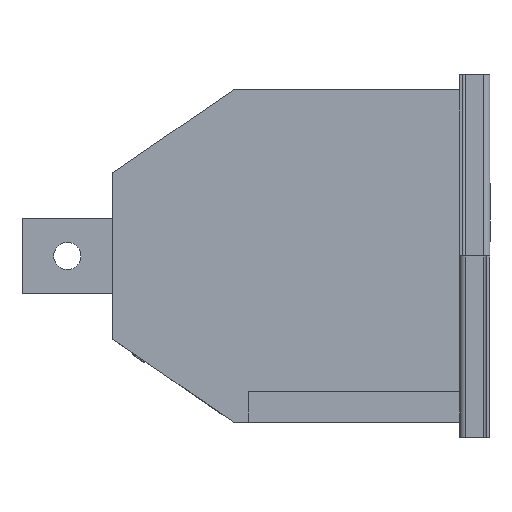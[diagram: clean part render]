
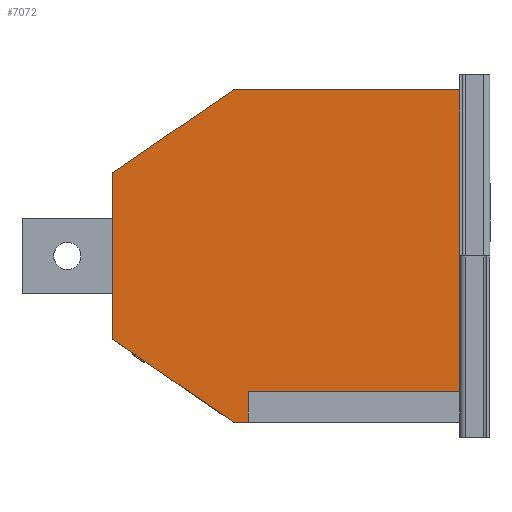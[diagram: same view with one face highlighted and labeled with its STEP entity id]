
A CAD part, left-side view. The second image highlights one B-rep face of the part: STEP entity #7072.
In plain terms, the highlighted planar face has unit normal (-1, 0, 0).
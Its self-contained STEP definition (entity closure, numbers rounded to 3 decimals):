
#17 = VECTOR ( 'NONE', #13840, 1000. ) ;
#899 = ORIENTED_EDGE ( 'NONE', *, *, #13496, .F. ) ;
#1008 = ORIENTED_EDGE ( 'NONE', *, *, #4636, .T. ) ;
#1285 = CARTESIAN_POINT ( 'NONE',  ( -32.609, 125.234, 215.841 ) ) ;
#1353 = EDGE_CURVE ( 'NONE', #5818, #11762, #9282, .T. ) ;
#1811 = CARTESIAN_POINT ( 'NONE',  ( -32.609, 125.234, 160.841 ) ) ;
#1831 = LINE ( 'NONE', #1811, #11777 ) ;
#1895 = DIRECTION ( 'NONE',  ( 0., 0.824, 0.567 ) ) ;
#2052 = DIRECTION ( 'NONE',  ( 1., 0., 0. ) ) ;
#2118 = EDGE_CURVE ( 'NONE', #13571, #12572, #1831, .T. ) ;
#2252 = CARTESIAN_POINT ( 'NONE',  ( -32.609, 125.234, 243.341 ) ) ;
#2354 = DIRECTION ( 'NONE',  ( 0., -1., 0. ) ) ;
#2412 = LINE ( 'NONE', #6899, #12859 ) ;
#2772 = ORIENTED_EDGE ( 'NONE', *, *, #2118, .F. ) ;
#3206 = ORIENTED_EDGE ( 'NONE', *, *, #10664, .F. ) ;
#3436 = VECTOR ( 'NONE', #9304, 1000. ) ;
#3777 = DIRECTION ( 'NONE',  ( 0., 0., 1. ) ) ;
#3957 = ORIENTED_EDGE ( 'NONE', *, *, #1353, .F. ) ;
#4096 = CARTESIAN_POINT ( 'NONE',  ( -32.609, 125.234, 160.841 ) ) ;
#4636 = EDGE_CURVE ( 'NONE', #14104, #12824, #5581, .T. ) ;
#4852 = LINE ( 'NONE', #9387, #17 ) ;
#5581 = LINE ( 'NONE', #10118, #11168 ) ;
#5818 = VERTEX_POINT ( 'NONE', #1285 ) ;
#6564 = DIRECTION ( 'NONE',  ( 0., 0., -1. ) ) ;
#6753 = DIRECTION ( 'NONE',  ( 0., -1., 0. ) ) ;
#6882 = VECTOR ( 'NONE', #6753, 1000. ) ;
#6899 = CARTESIAN_POINT ( 'NONE',  ( -32.609, 80.234, 143.341 ) ) ;
#7072 = ADVANCED_FACE ( 'NONE', ( #9853 ), #14269, .F. ) ;
#7595 = VECTOR ( 'NONE', #3777, 1000. ) ;
#7980 = LINE ( 'NONE', #12519, #14385 ) ;
#8621 = AXIS2_PLACEMENT_3D ( 'NONE', #12232, #2052, #6564 ) ;
#8639 = CARTESIAN_POINT ( 'NONE',  ( -32.609, 85.234, 133.341 ) ) ;
#8967 = ORIENTED_EDGE ( 'NONE', *, *, #12645, .F. ) ;
#9282 = LINE ( 'NONE', #9302, #3436 ) ;
#9302 = CARTESIAN_POINT ( 'NONE',  ( -32.609, 125.234, 215.841 ) ) ;
#9304 = DIRECTION ( 'NONE',  ( 0., -0.824, 0.567 ) ) ;
#9387 = CARTESIAN_POINT ( 'NONE',  ( -32.609, 80.234, 133.341 ) ) ;
#9449 = LINE ( 'NONE', #13891, #7595 ) ;
#9853 = FACE_OUTER_BOUND ( 'NONE', #11214, .T. ) ;
#10118 = CARTESIAN_POINT ( 'NONE',  ( -32.609, 10.234, 243.341 ) ) ;
#10201 = ORIENTED_EDGE ( 'NONE', *, *, #13244, .T. ) ;
#10664 = EDGE_CURVE ( 'NONE', #12739, #11375, #4852, .T. ) ;
#11168 = VECTOR ( 'NONE', #14518, 1000. ) ;
#11214 = EDGE_LOOP ( 'NONE', ( #3206, #10201, #1008, #8967, #3957, #899, #2772, #13202 ) ) ;
#11317 = EDGE_CURVE ( 'NONE', #13571, #11375, #7980, .T. ) ;
#11375 = VERTEX_POINT ( 'NONE', #13858 ) ;
#11512 = DIRECTION ( 'NONE',  ( 0., -1., 0. ) ) ;
#11762 = VERTEX_POINT ( 'NONE', #11985 ) ;
#11777 = VECTOR ( 'NONE', #1895, 1000. ) ;
#11985 = CARTESIAN_POINT ( 'NONE',  ( -32.609, 85.234, 243.341 ) ) ;
#12232 = CARTESIAN_POINT ( 'NONE',  ( -32.609, 125.234, 243.341 ) ) ;
#12413 = LINE ( 'NONE', #2252, #6882 ) ;
#12519 = CARTESIAN_POINT ( 'NONE',  ( -32.609, 125.234, 133.341 ) ) ;
#12572 = VERTEX_POINT ( 'NONE', #4096 ) ;
#12645 = EDGE_CURVE ( 'NONE', #11762, #12824, #12413, .T. ) ;
#12739 = VERTEX_POINT ( 'NONE', #13829 ) ;
#12824 = VERTEX_POINT ( 'NONE', #14165 ) ;
#12859 = VECTOR ( 'NONE', #11512, 1000. ) ;
#13202 = ORIENTED_EDGE ( 'NONE', *, *, #11317, .T. ) ;
#13244 = EDGE_CURVE ( 'NONE', #12739, #14104, #2412, .T. ) ;
#13496 = EDGE_CURVE ( 'NONE', #12572, #5818, #9449, .T. ) ;
#13571 = VERTEX_POINT ( 'NONE', #8639 ) ;
#13829 = CARTESIAN_POINT ( 'NONE',  ( -32.609, 80.234, 143.341 ) ) ;
#13840 = DIRECTION ( 'NONE',  ( 0., 0., -1. ) ) ;
#13858 = CARTESIAN_POINT ( 'NONE',  ( -32.609, 80.234, 133.341 ) ) ;
#13891 = CARTESIAN_POINT ( 'NONE',  ( -32.609, 125.234, 243.341 ) ) ;
#14104 = VERTEX_POINT ( 'NONE', #14340 ) ;
#14165 = CARTESIAN_POINT ( 'NONE',  ( -32.609, 10.234, 243.341 ) ) ;
#14269 = PLANE ( 'NONE',  #8621 ) ;
#14340 = CARTESIAN_POINT ( 'NONE',  ( -32.609, 10.234, 143.341 ) ) ;
#14385 = VECTOR ( 'NONE', #2354, 1000. ) ;
#14518 = DIRECTION ( 'NONE',  ( 0., 0., 1. ) ) ;
